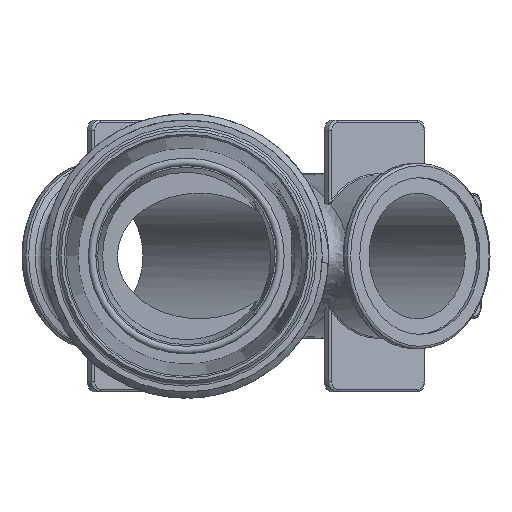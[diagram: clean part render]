
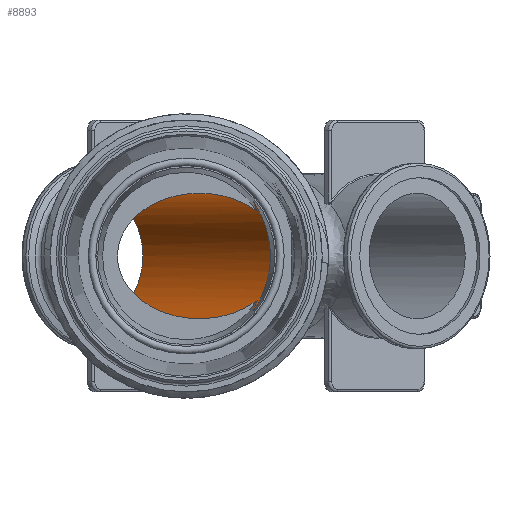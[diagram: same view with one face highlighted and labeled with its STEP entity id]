
A CAD part, front view. The second image highlights one B-rep face of the part: STEP entity #8893.
In plain terms, the highlighted cylindrical face has radius 38.1 mm (diameter 76.2 mm), a full revolution.
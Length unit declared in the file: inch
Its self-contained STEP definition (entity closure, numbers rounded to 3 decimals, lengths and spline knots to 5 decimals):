
#71=ELLIPSE('',#9210,1.95811,1.5);
#72=ELLIPSE('',#9211,1.95811,1.5);
#1079=CIRCLE('',#10064,1.5);
#1085=CIRCLE('',#10075,1.5);
#1571=FACE_OUTER_BOUND('',#2141,.T.);
#2141=EDGE_LOOP('',(#8016,#8017,#8018,#8019,#8020,#8021,#8022,#8023));
#2328=B_SPLINE_CURVE_WITH_KNOTS('',3,(#16069,#16070,#16071,#16072,#16073,
#16074,#16075,#16076),.UNSPECIFIED.,.F.,.F.,(4,2,2,4),(9.89315,
10.22192,11.06322,11.08023),.UNSPECIFIED.);
#2329=B_SPLINE_CURVE_WITH_KNOTS('',3,(#16079,#16080,#16081,#16082,#16083,
#16084,#16085,#16086),.UNSPECIFIED.,.F.,.F.,(4,2,2,4),(2.82038,
2.83738,3.67868,4.00746),.UNSPECIFIED.);
#2858=LINE('',#18773,#3327);
#3327=VECTOR('',#12795,1.5);
#3667=VERTEX_POINT('',#16014);
#3669=VERTEX_POINT('',#16017);
#3670=VERTEX_POINT('',#16019);
#3688=VERTEX_POINT('',#16068);
#3689=VERTEX_POINT('',#16077);
#4198=VERTEX_POINT('',#18770);
#4626=EDGE_CURVE('',#3669,#3670,#71,.T.);
#4627=EDGE_CURVE('',#3670,#3667,#72,.T.);
#4651=EDGE_CURVE('',#3667,#3688,#2328,.T.);
#4653=EDGE_CURVE('',#3689,#3669,#2329,.T.);
#5499=EDGE_CURVE('',#3688,#3689,#1079,.T.);
#5508=EDGE_CURVE('',#4198,#4198,#1085,.T.);
#5509=EDGE_CURVE('',#4198,#3670,#2858,.T.);
#8016=ORIENTED_EDGE('',*,*,#5508,.F.);
#8017=ORIENTED_EDGE('',*,*,#5509,.T.);
#8018=ORIENTED_EDGE('',*,*,#4626,.F.);
#8019=ORIENTED_EDGE('',*,*,#4653,.F.);
#8020=ORIENTED_EDGE('',*,*,#5499,.F.);
#8021=ORIENTED_EDGE('',*,*,#4651,.F.);
#8022=ORIENTED_EDGE('',*,*,#4627,.F.);
#8023=ORIENTED_EDGE('',*,*,#5509,.F.);
#8399=CYLINDRICAL_SURFACE('',#10076,1.5);
#8893=ADVANCED_FACE('',(#1571),#8399,.F.);
#9210=AXIS2_PLACEMENT_3D('',#16020,#10748,#10749);
#9211=AXIS2_PLACEMENT_3D('',#16021,#10750,#10751);
#10064=AXIS2_PLACEMENT_3D('',#18752,#12766,#12767);
#10075=AXIS2_PLACEMENT_3D('',#18771,#12791,#12792);
#10076=AXIS2_PLACEMENT_3D('',#18772,#12793,#12794);
#10748=DIRECTION('center_axis',(0.,1.,0.));
#10749=DIRECTION('ref_axis',(1.,0.,0.));
#10750=DIRECTION('center_axis',(0.,1.,0.));
#10751=DIRECTION('ref_axis',(1.,0.,0.));
#12766=DIRECTION('center_axis',(-0.643,0.766,0.));
#12767=DIRECTION('ref_axis',(-0.766,-0.643,0.));
#12791=DIRECTION('center_axis',(0.643,-0.766,0.));
#12792=DIRECTION('ref_axis',(0.766,0.643,0.));
#12793=DIRECTION('center_axis',(0.643,-0.766,0.));
#12794=DIRECTION('ref_axis',(0.766,0.643,0.));
#12795=DIRECTION('',(0.643,-0.766,0.));
#16014=CARTESIAN_POINT('',(1.69221,-0.375,1.06603));
#16017=CARTESIAN_POINT('',(1.69221,-0.375,-1.06603));
#16019=CARTESIAN_POINT('',(-1.64345,-0.375,0.));
#16020=CARTESIAN_POINT('Origin',(0.31466,-0.375,0.));
#16021=CARTESIAN_POINT('Origin',(0.31466,-0.375,0.));
#16068=CARTESIAN_POINT('',(1.60293,-0.77627,1.31097));
#16069=CARTESIAN_POINT('Ctrl Pts',(1.69221,-0.375,
1.06603));
#16070=CARTESIAN_POINT('Ctrl Pts',(1.68073,-0.40617,
1.09457));
#16071=CARTESIAN_POINT('Ctrl Pts',(1.6698,-0.43921,1.12156));
#16072=CARTESIAN_POINT('Ctrl Pts',(1.63405,-0.56289,
1.21166));
#16073=CARTESIAN_POINT('Ctrl Pts',(1.61448,-0.66331,
1.26531));
#16074=CARTESIAN_POINT('Ctrl Pts',(1.60336,-0.77196,
1.30925));
#16075=CARTESIAN_POINT('Ctrl Pts',(1.60314,-0.77411,
1.31011));
#16076=CARTESIAN_POINT('Ctrl Pts',(1.60293,-0.77627,
1.31097));
#16077=CARTESIAN_POINT('',(1.60293,-0.77627,-1.31097));
#16079=CARTESIAN_POINT('Ctrl Pts',(1.60293,-0.77627,
-1.31097));
#16080=CARTESIAN_POINT('Ctrl Pts',(1.60314,-0.77411,
-1.31011));
#16081=CARTESIAN_POINT('Ctrl Pts',(1.60336,-0.77196,
-1.30925));
#16082=CARTESIAN_POINT('Ctrl Pts',(1.61448,-0.66331,
-1.26531));
#16083=CARTESIAN_POINT('Ctrl Pts',(1.63405,-0.56289,
-1.21166));
#16084=CARTESIAN_POINT('Ctrl Pts',(1.6698,-0.43921,-1.12156));
#16085=CARTESIAN_POINT('Ctrl Pts',(1.68073,-0.40617,
-1.09457));
#16086=CARTESIAN_POINT('Ctrl Pts',(1.69221,-0.375,
-1.06603));
#18752=CARTESIAN_POINT('Origin',(1.04453,-1.24482,0.));
#18770=CARTESIAN_POINT('',(-3.33454,1.64037,0.));
#18771=CARTESIAN_POINT('Origin',(-2.18548,2.60455,0.));
#18772=CARTESIAN_POINT('Origin',(1.66739,-1.98712,0.));
#18773=CARTESIAN_POINT('',(0.51832,-2.9513,0.));
